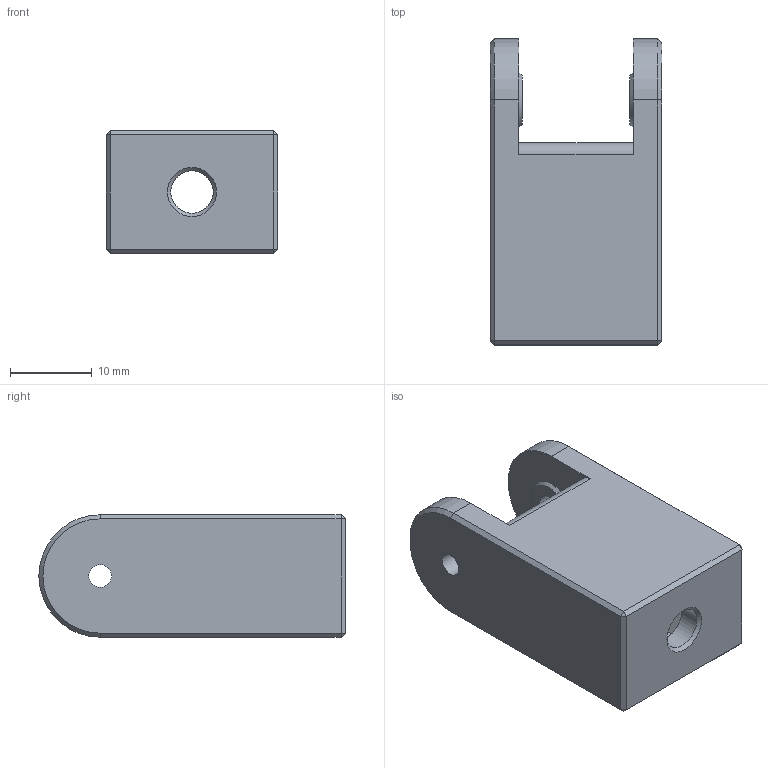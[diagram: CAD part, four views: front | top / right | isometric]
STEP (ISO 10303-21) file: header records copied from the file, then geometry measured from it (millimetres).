
FILE_DESCRIPTION(/* description */ (''),/* implementation_level */ '2;1');
FILE_NAME(/* name */ 'V05-01-04-02-01 - Belt tensioner base v3.step',/* time_stamp */ '2021-07-12T22:59:32+03:00',/* author */ (''),/* organization */ (''),/* preprocessor_version */ 'ST-DEVELOPER v18.1',/* originating_system */ 'Autodesk Translation Framework v10.9.0.1377',/* authorisation */ '');
FILE_SCHEMA (('AUTOMOTIVE_DESIGN { 1 0 10303 214 3 1 1 }'));
Length unit declared in the file: millimetre
Products named in the file (1): V05-01-04-02-01 - Belt tensioner base
Bounding box: 21 x 37.5 x 15 mm (x, y, z)
Volume: 7414.5 mm3; surface area: 3790.1 mm2
Topology: 1 solids, 1 shells, 48 faces, 111 edges, 68 vertices
Faces by surface type: plane 30, cylinder 8, cone 6, bspline 4
Full cylindrical faces by diameter (mm): 2.8 x1, 3.2 x1, 5.2 x1
Entity records: 1533 total; most frequent: CARTESIAN_POINT 412, ORIENTED_EDGE 222, DIRECTION 213, EDGE_CURVE 111, LINE 71, VECTOR 71, AXIS2_PLACEMENT_3D 71, VERTEX_POINT 68
